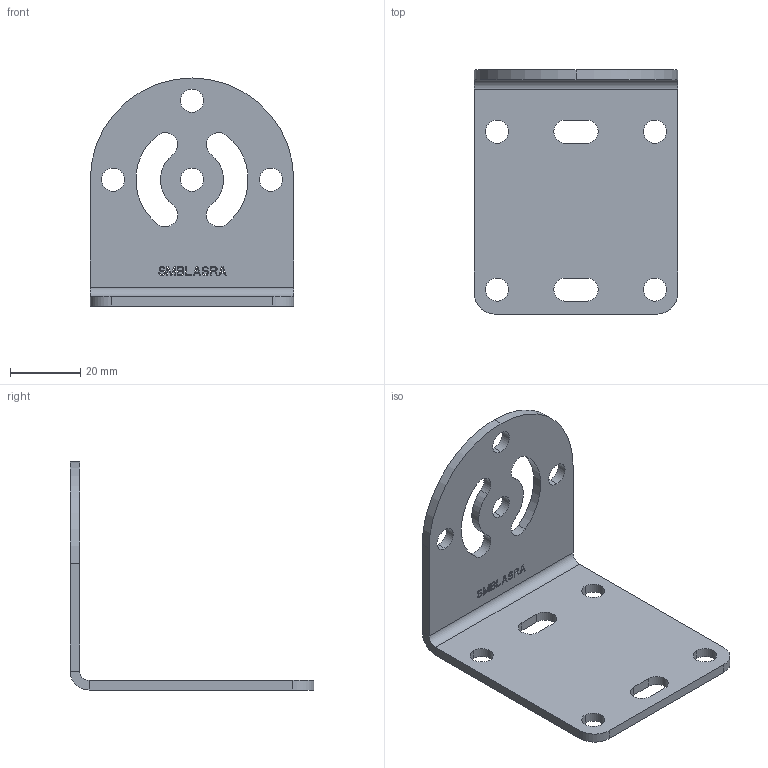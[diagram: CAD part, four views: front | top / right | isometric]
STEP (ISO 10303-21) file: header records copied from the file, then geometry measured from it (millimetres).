
FILE_DESCRIPTION((''),'2;1');
FILE_NAME('155382_SW','2011-05-05T',('banengservice'),('BANNER ENGINEERING'),'PRO/ENGINEER BY PARAMETRIC TECHNOLOGY CORPORATION, 2009141','PRO/ENGINEER BY PARAMETRIC TECHNOLOGY CORPORATION, 2009141','');
FILE_SCHEMA(('CONFIG_CONTROL_DESIGN'));
Length unit declared in the file: inch
Products named in the file (1): 155382_SW
Bounding box: 58 x 69.5 x 65 mm (x, y, z)
Volume: 17523.8 mm3; surface area: 14936.4 mm2
Topology: 6 solids, 6 shells, 273 faces, 775 edges, 514 vertices
Faces by surface type: plane 239, cylinder 34
Entity records: 8843 total; most frequent: CARTESIAN_POINT 1562, ORIENTED_EDGE 1550, DIRECTION 1389, EDGE_CURVE 775, VECTOR 707, LINE 707, VERTEX_POINT 514, AXIS2_PLACEMENT_3D 341
